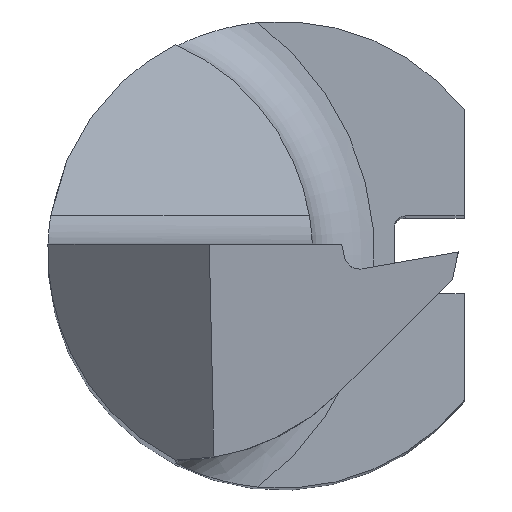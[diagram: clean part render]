
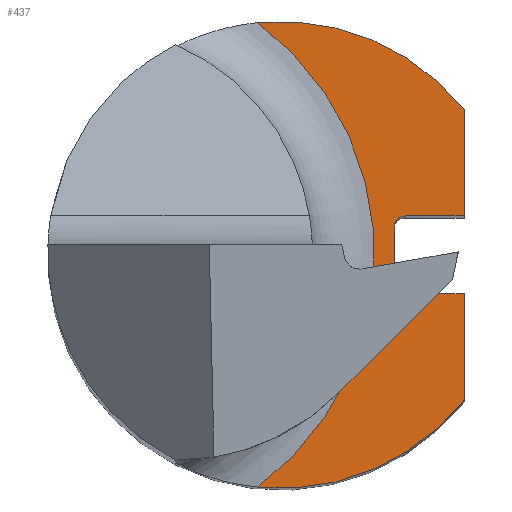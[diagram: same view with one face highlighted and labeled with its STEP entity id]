
A CAD part, top view. The second image highlights one B-rep face of the part: STEP entity #437.
In plain terms, the highlighted planar face has unit normal (0, 0, 1).
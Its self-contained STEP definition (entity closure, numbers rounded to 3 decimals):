
#3 = LINE ( 'NONE', #327, #250 ) ;
#28 = VERTEX_POINT ( 'NONE', #133 ) ;
#36 = AXIS2_PLACEMENT_3D ( 'NONE', #282, #58, #369 ) ;
#58 = DIRECTION ( 'NONE',  ( 0., 0., -1. ) ) ;
#59 = ORIENTED_EDGE ( 'NONE', *, *, #565, .F. ) ;
#60 = DIRECTION ( 'NONE',  ( 0., 1., 0. ) ) ;
#62 = PLANE ( 'NONE',  #67 ) ;
#67 = AXIS2_PLACEMENT_3D ( 'NONE', #213, #664, #796 ) ;
#70 = EDGE_CURVE ( 'NONE', #169, #936, #285, .T. ) ;
#71 = CARTESIAN_POINT ( 'NONE',  ( 63.95, 0.5, 15. ) ) ;
#72 = EDGE_CURVE ( 'NONE', #314, #608, #919, .T. ) ;
#73 = CARTESIAN_POINT ( 'NONE',  ( 2.35, -0.5, 15. ) ) ;
#107 = ORIENTED_EDGE ( 'NONE', *, *, #267, .T. ) ;
#116 = ORIENTED_EDGE ( 'NONE', *, *, #834, .T. ) ;
#133 = CARTESIAN_POINT ( 'NONE',  ( 1.45, 0.35, 15. ) ) ;
#137 = LINE ( 'NONE', #71, #955 ) ;
#149 = DIRECTION ( 'NONE',  ( 0., 0., 1. ) ) ;
#151 = EDGE_CURVE ( 'NONE', #260, #314, #753, .T. ) ;
#160 = CARTESIAN_POINT ( 'NONE',  ( 0., 0., 15. ) ) ;
#169 = VERTEX_POINT ( 'NONE', #351 ) ;
#210 = FACE_OUTER_BOUND ( 'NONE', #391, .T. ) ;
#212 = DIRECTION ( 'NONE',  ( 0., 0., -1. ) ) ;
#213 = CARTESIAN_POINT ( 'NONE',  ( -0.402, -0.122, 15. ) ) ;
#221 = DIRECTION ( 'NONE',  ( 1., 0., 0. ) ) ;
#227 = DIRECTION ( 'NONE',  ( 1., 0., 0. ) ) ;
#234 = DIRECTION ( 'NONE',  ( 1., 0., 0. ) ) ;
#236 = ORIENTED_EDGE ( 'NONE', *, *, #72, .T. ) ;
#248 = CARTESIAN_POINT ( 'NONE',  ( 2.35, -1.865, 15. ) ) ;
#250 = VECTOR ( 'NONE', #234, 1000. ) ;
#260 = VERTEX_POINT ( 'NONE', #803 ) ;
#264 = AXIS2_PLACEMENT_3D ( 'NONE', #806, #309, #227 ) ;
#267 = EDGE_CURVE ( 'NONE', #28, #723, #583, .T. ) ;
#278 = CARTESIAN_POINT ( 'NONE',  ( 2.35, 1.865, 15. ) ) ;
#282 = CARTESIAN_POINT ( 'NONE',  ( 1.6, 0.35, 15. ) ) ;
#285 = CIRCLE ( 'NONE', #264, 0.15 ) ;
#287 = EDGE_CURVE ( 'NONE', #28, #936, #934, .T. ) ;
#309 = DIRECTION ( 'NONE',  ( 0., 0., -1. ) ) ;
#314 = VERTEX_POINT ( 'NONE', #833 ) ;
#327 = CARTESIAN_POINT ( 'NONE',  ( 63.95, -0.5, 15. ) ) ;
#337 = CARTESIAN_POINT ( 'NONE',  ( 2.35, 0.5, 15. ) ) ;
#343 = CARTESIAN_POINT ( 'NONE',  ( 1.6, 0.5, 15. ) ) ;
#351 = CARTESIAN_POINT ( 'NONE',  ( 1.6, -0.5, 15. ) ) ;
#369 = DIRECTION ( 'NONE',  ( 1., 0., 0. ) ) ;
#371 = CARTESIAN_POINT ( 'NONE',  ( -2.514, 0., 15. ) ) ;
#391 = EDGE_LOOP ( 'NONE', ( #867, #693, #236, #116, #59, #688, #911, #107, #554, #746 ) ) ;
#392 = EDGE_CURVE ( 'NONE', #716, #816, #732, .T. ) ;
#418 = EDGE_CURVE ( 'NONE', #723, #716, #137, .T. ) ;
#437 = ADVANCED_FACE ( 'NONE', ( #210 ), #62, .T. ) ;
#443 = VECTOR ( 'NONE', #60, 1000. ) ;
#445 = LINE ( 'NONE', #717, #443 ) ;
#506 = CARTESIAN_POINT ( 'NONE',  ( 2.35, 1.865, 15. ) ) ;
#510 = AXIS2_PLACEMENT_3D ( 'NONE', #160, #149, #221 ) ;
#518 = DIRECTION ( 'NONE',  ( 1., 0., 0. ) ) ;
#554 = ORIENTED_EDGE ( 'NONE', *, *, #418, .T. ) ;
#565 = EDGE_CURVE ( 'NONE', #169, #920, #3, .T. ) ;
#583 = CIRCLE ( 'NONE', #36, 0.15 ) ;
#608 = VERTEX_POINT ( 'NONE', #248 ) ;
#628 = AXIS2_PLACEMENT_3D ( 'NONE', #864, #662, #735 ) ;
#646 = CARTESIAN_POINT ( 'NONE',  ( 1.45, 0.5, 15. ) ) ;
#659 = DIRECTION ( 'NONE',  ( 0., 1., 0. ) ) ;
#662 = DIRECTION ( 'NONE',  ( 0., 0., 1. ) ) ;
#664 = DIRECTION ( 'NONE',  ( 0., 0., 1. ) ) ;
#688 = ORIENTED_EDGE ( 'NONE', *, *, #70, .T. ) ;
#693 = ORIENTED_EDGE ( 'NONE', *, *, #151, .T. ) ;
#716 = VERTEX_POINT ( 'NONE', #337 ) ;
#717 = CARTESIAN_POINT ( 'NONE',  ( 2.35, 1.865, 15. ) ) ;
#720 = CIRCLE ( 'NONE', #628, 3. ) ;
#723 = VERTEX_POINT ( 'NONE', #343 ) ;
#732 = LINE ( 'NONE', #506, #829 ) ;
#735 = DIRECTION ( 'NONE',  ( 1., 0., 0. ) ) ;
#742 = DIRECTION ( 'NONE',  ( 1., 0., 0. ) ) ;
#746 = ORIENTED_EDGE ( 'NONE', *, *, #392, .T. ) ;
#753 = CIRCLE ( 'NONE', #875, 3.714 ) ;
#767 = EDGE_CURVE ( 'NONE', #816, #260, #720, .T. ) ;
#796 = DIRECTION ( 'NONE',  ( 1., 0., 0. ) ) ;
#803 = CARTESIAN_POINT ( 'NONE',  ( -0.304, 2.985, 15. ) ) ;
#806 = CARTESIAN_POINT ( 'NONE',  ( 1.6, -0.35, 15. ) ) ;
#816 = VERTEX_POINT ( 'NONE', #278 ) ;
#829 = VECTOR ( 'NONE', #659, 1000. ) ;
#833 = CARTESIAN_POINT ( 'NONE',  ( -0.304, -2.985, 15. ) ) ;
#834 = EDGE_CURVE ( 'NONE', #608, #920, #445, .T. ) ;
#864 = CARTESIAN_POINT ( 'NONE',  ( 0., 0., 15. ) ) ;
#867 = ORIENTED_EDGE ( 'NONE', *, *, #767, .T. ) ;
#875 = AXIS2_PLACEMENT_3D ( 'NONE', #371, #212, #518 ) ;
#876 = VECTOR ( 'NONE', #943, 1000. ) ;
#891 = CARTESIAN_POINT ( 'NONE',  ( 1.45, -0.35, 15. ) ) ;
#911 = ORIENTED_EDGE ( 'NONE', *, *, #287, .F. ) ;
#919 = CIRCLE ( 'NONE', #510, 3. ) ;
#920 = VERTEX_POINT ( 'NONE', #73 ) ;
#934 = LINE ( 'NONE', #646, #876 ) ;
#936 = VERTEX_POINT ( 'NONE', #891 ) ;
#943 = DIRECTION ( 'NONE',  ( 0., -1., 0. ) ) ;
#955 = VECTOR ( 'NONE', #742, 1000. ) ;
